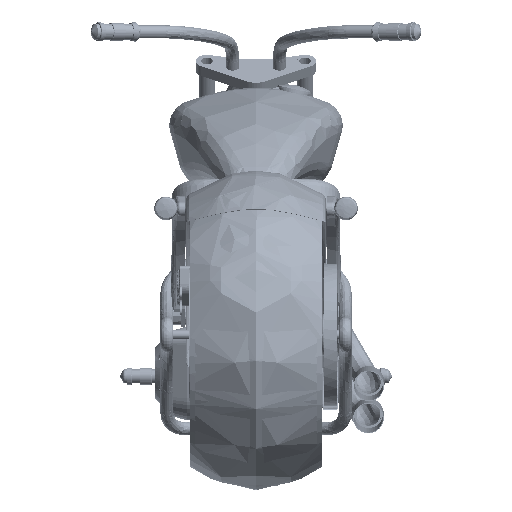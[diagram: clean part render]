
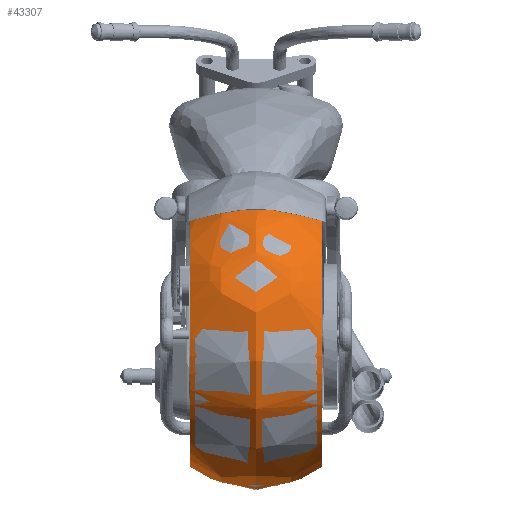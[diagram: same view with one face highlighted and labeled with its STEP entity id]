
A CAD part, front view. The second image highlights one B-rep face of the part: STEP entity #43307.
In plain terms, the highlighted free-form (B-spline) face has degree [5, 3] with [9, 4] control points.
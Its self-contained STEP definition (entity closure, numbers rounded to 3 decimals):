
#43099 = VERTEX_POINT('',#43100);
#43100 = CARTESIAN_POINT('',(152.663,-2244.434,
    -57.275));
#43106 = EDGE_CURVE('',#43099,#43107,#43109,.T.);
#43107 = VERTEX_POINT('',#43108);
#43108 = CARTESIAN_POINT('',(152.663,-1949.4,
    -597.33));
#43109 = ( BOUNDED_CURVE() B_SPLINE_CURVE(2,(#43110,#43111,#43112,#43113
,#43114),.UNSPECIFIED.,.F.,.F.) B_SPLINE_CURVE_WITH_KNOTS((3,2,3),(
    2.071,3.642,5.212),
.PIECEWISE_BEZIER_KNOTS.) CURVE() GEOMETRIC_REPRESENTATION_ITEM() 
RATIONAL_B_SPLINE_CURVE((1.,0.707,1.,0.707,1.)) 
REPRESENTATION_ITEM('') );
#43110 = CARTESIAN_POINT('',(152.663,-2244.434,
    -57.275));
#43111 = CARTESIAN_POINT('',(152.663,-2514.461,
    -204.791));
#43112 = CARTESIAN_POINT('',(152.663,-2366.945,
    -474.819));
#43113 = CARTESIAN_POINT('',(152.663,-2219.428,
    -744.847));
#43114 = CARTESIAN_POINT('',(152.663,-1949.4,
    -597.33));
#43235 = VERTEX_POINT('',#43236);
#43236 = CARTESIAN_POINT('',(-152.663,-1949.4,
    -597.33));
#43237 = VERTEX_POINT('',#43238);
#43238 = CARTESIAN_POINT('',(-152.663,-2244.434,
    -57.275));
#43246 = EDGE_CURVE('',#43107,#43235,#43247,.T.);
#43247 = B_SPLINE_CURVE_WITH_KNOTS('',5,(#43248,#43249,#43250,#43251,
    #43252,#43253,#43254,#43255,#43256),.UNSPECIFIED.,.F.,.F.,(6,3,6),(
    0.,0.5,1.),.UNSPECIFIED.);
#43248 = CARTESIAN_POINT('',(152.663,-1949.4,
    -597.33));
#43249 = CARTESIAN_POINT('',(126.706,-1939.731,
    -615.029));
#43250 = CARTESIAN_POINT('',(97.418,-1932.117,
    -628.967));
#43251 = CARTESIAN_POINT('',(65.743,-1926.911,
    -638.497));
#43252 = CARTESIAN_POINT('',(0.,-1921.706,
    -648.024));
#43253 = CARTESIAN_POINT('',(-65.743,-1926.911,
    -638.497));
#43254 = CARTESIAN_POINT('',(-97.418,-1932.117,
    -628.967));
#43255 = CARTESIAN_POINT('',(-126.706,-1939.731,
    -615.029));
#43256 = CARTESIAN_POINT('',(-152.663,-1949.4,
    -597.33));
#43259 = EDGE_CURVE('',#43099,#43237,#43260,.T.);
#43260 = B_SPLINE_CURVE_WITH_KNOTS('',5,(#43261,#43262,#43263,#43264,
    #43265,#43266,#43267,#43268,#43269),.UNSPECIFIED.,.F.,.F.,(6,3,6),(
    0.,0.5,1.),.UNSPECIFIED.);
#43261 = CARTESIAN_POINT('',(152.663,-2244.434,
    -57.275));
#43262 = CARTESIAN_POINT('',(126.706,-2254.103,
    -39.575));
#43263 = CARTESIAN_POINT('',(97.418,-2261.717,
    -25.638));
#43264 = CARTESIAN_POINT('',(65.743,-2266.923,
    -16.108));
#43265 = CARTESIAN_POINT('',(0.,-2272.128,
    -6.58));
#43266 = CARTESIAN_POINT('',(-65.743,-2266.923,
    -16.108));
#43267 = CARTESIAN_POINT('',(-97.418,-2261.717,
    -25.638));
#43268 = CARTESIAN_POINT('',(-126.706,-2254.103,
    -39.575));
#43269 = CARTESIAN_POINT('',(-152.663,-2244.434,
    -57.275));
#43307 = ADVANCED_FACE('',(#43308),#43321,.F.);
#43308 = FACE_BOUND('',#43309,.F.);
#43309 = EDGE_LOOP('',(#43310,#43318,#43319,#43320));
#43310 = ORIENTED_EDGE('',*,*,#43311,.F.);
#43311 = EDGE_CURVE('',#43237,#43235,#43312,.T.);
#43312 = ( BOUNDED_CURVE() B_SPLINE_CURVE(2,(#43313,#43314,#43315,#43316
,#43317),.UNSPECIFIED.,.F.,.F.) B_SPLINE_CURVE_WITH_KNOTS((3,2,3),(
    2.071,3.642,5.212),
.PIECEWISE_BEZIER_KNOTS.) CURVE() GEOMETRIC_REPRESENTATION_ITEM() 
RATIONAL_B_SPLINE_CURVE((1.,0.707,1.,0.707,1.)) 
REPRESENTATION_ITEM('') );
#43313 = CARTESIAN_POINT('',(-152.663,-2244.434,
    -57.275));
#43314 = CARTESIAN_POINT('',(-152.663,-2514.461,
    -204.791));
#43315 = CARTESIAN_POINT('',(-152.663,-2366.945,
    -474.819));
#43316 = CARTESIAN_POINT('',(-152.663,-2219.428,
    -744.847));
#43317 = CARTESIAN_POINT('',(-152.663,-1949.4,
    -597.33));
#43318 = ORIENTED_EDGE('',*,*,#43259,.F.);
#43319 = ORIENTED_EDGE('',*,*,#43106,.T.);
#43320 = ORIENTED_EDGE('',*,*,#43246,.T.);
#43321 = ( BOUNDED_SURFACE() B_SPLINE_SURFACE(5,3,(
    (#43322,#43323,#43324,#43325)
    ,(#43326,#43327,#43328,#43329)
    ,(#43330,#43331,#43332,#43333)
    ,(#43334,#43335,#43336,#43337)
    ,(#43338,#43339,#43340,#43341)
    ,(#43342,#43343,#43344,#43345)
    ,(#43346,#43347,#43348,#43349)
    ,(#43350,#43351,#43352,#43353)
    ,(#43354,#43355,#43356,#43357
)),.UNSPECIFIED.,.F.,.F.,.F.) B_SPLINE_SURFACE_WITH_KNOTS((6,3,6),(4,4),
  (-150.647,0.,150.647),(0.,1.),
.UNSPECIFIED.) GEOMETRIC_REPRESENTATION_ITEM() RATIONAL_B_SPLINE_SURFACE
((
    (1.,0.333,0.333,1.)
    ,(1.,0.333,0.333,1.)
    ,(1.,0.333,0.333,1.)
    ,(1.,0.333,0.333,1.)
    ,(1.,0.333,0.333,1.)
    ,(1.,0.333,0.333,1.)
    ,(1.,0.333,0.333,1.)
    ,(1.,0.333,0.333,1.)
,(1.,0.333,0.333,1.
))) REPRESENTATION_ITEM('') SURFACE() );
#43322 = CARTESIAN_POINT('',(-152.663,-2244.434,
    -57.275));
#43323 = CARTESIAN_POINT('',(-152.663,-2784.489,
    -352.308));
#43324 = CARTESIAN_POINT('',(-152.663,-2489.456,
    -892.364));
#43325 = CARTESIAN_POINT('',(-152.663,-1949.4,
    -597.33));
#43326 = CARTESIAN_POINT('',(-126.706,-2254.103,
    -39.575));
#43327 = CARTESIAN_POINT('',(-126.706,-2829.557,
    -353.947));
#43328 = CARTESIAN_POINT('',(-126.706,-2515.185,
    -929.401));
#43329 = CARTESIAN_POINT('',(-126.706,-1939.731,
    -615.029));
#43330 = CARTESIAN_POINT('',(-97.418,-2261.717,
    -25.638));
#43331 = CARTESIAN_POINT('',(-97.418,-2865.046,
    -355.238));
#43332 = CARTESIAN_POINT('',(-97.418,-2535.446,
    -958.567));
#43333 = CARTESIAN_POINT('',(-97.418,-1932.117,
    -628.967));
#43334 = CARTESIAN_POINT('',(-65.743,-2266.923,
    -16.108));
#43335 = CARTESIAN_POINT('',(-65.743,-2889.312,
    -356.121));
#43336 = CARTESIAN_POINT('',(-65.743,-2549.3,
    -978.51));
#43337 = CARTESIAN_POINT('',(-65.743,-1926.911,
    -638.497));
#43338 = CARTESIAN_POINT('',(0.,-2272.128,
    -6.58));
#43339 = CARTESIAN_POINT('',(0.,-2913.572,
    -357.003));
#43340 = CARTESIAN_POINT('',(0.,-2563.15,
    -998.447));
#43341 = CARTESIAN_POINT('',(0.,-1921.706,
    -648.024));
#43342 = CARTESIAN_POINT('',(65.743,-2266.923,
    -16.108));
#43343 = CARTESIAN_POINT('',(65.743,-2889.312,
    -356.121));
#43344 = CARTESIAN_POINT('',(65.743,-2549.3,
    -978.51));
#43345 = CARTESIAN_POINT('',(65.743,-1926.911,
    -638.497));
#43346 = CARTESIAN_POINT('',(97.418,-2261.717,
    -25.638));
#43347 = CARTESIAN_POINT('',(97.418,-2865.046,
    -355.238));
#43348 = CARTESIAN_POINT('',(97.418,-2535.446,
    -958.567));
#43349 = CARTESIAN_POINT('',(97.418,-1932.117,
    -628.967));
#43350 = CARTESIAN_POINT('',(126.706,-2254.103,
    -39.575));
#43351 = CARTESIAN_POINT('',(126.706,-2829.557,
    -353.947));
#43352 = CARTESIAN_POINT('',(126.706,-2515.185,
    -929.401));
#43353 = CARTESIAN_POINT('',(126.706,-1939.731,
    -615.029));
#43354 = CARTESIAN_POINT('',(152.663,-2244.434,
    -57.275));
#43355 = CARTESIAN_POINT('',(152.663,-2784.489,
    -352.308));
#43356 = CARTESIAN_POINT('',(152.663,-2489.456,
    -892.364));
#43357 = CARTESIAN_POINT('',(152.663,-1949.4,
    -597.33));
